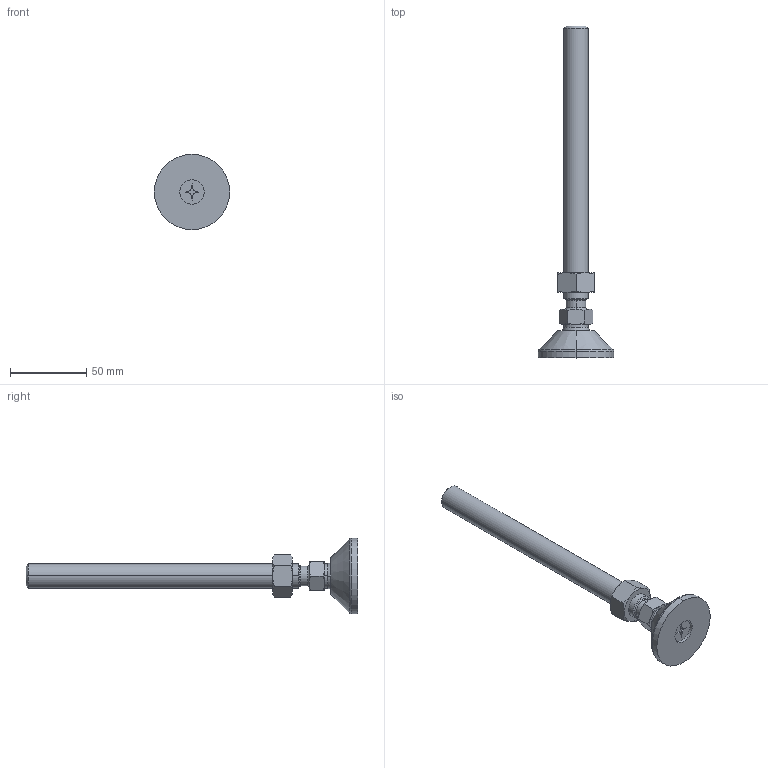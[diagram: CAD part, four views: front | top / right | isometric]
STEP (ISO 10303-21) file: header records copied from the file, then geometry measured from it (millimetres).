
FILE_DESCRIPTION(('Creo Elements/Direct Modeling STEP Export'),'2;1');
FILE_NAME('44.0245.23.oF_Gelenkfuß-MMS-44_50-M16-218mm-KS-ESD.stp','2022-03-21T 8:59:49',(''),(''),'PTC Creo Elements/Direct Modeling STEP processor for AP214 (Solid Model)','PTC Creo Elements/Direct Modeling 19.0C 15-Aug-2015 (C) Parametric Technology GmbH','');
FILE_SCHEMA(('AUTOMOTIVE_DESIGN { 1 0 10303 214 1 1 1 1 }'));
Length unit declared in the file: millimetre
Products named in the file (5): Senkschraube-DIN965_M8x16-8.8-verz_11047_PX173565.02; Fußspindel_M16x210_96.7011_PX173642.02.02; Fußteller_Ø50x18-ESD_96.7008_PX173741; Sechskantmutter-DIN934_M16-8.8-verz_11506_PX171652; Gelenkfuß-MMS-44_50-M16-218mm-KS-ESD_44.0245.23.oF_PX173750
Assembly tree (4 placements, depth 2):
  Gelenkfuß-MMS-44_50-M16-218mm-KS-ESD_44.0245.23.oF_PX173750
    Sechskantmutter-DIN934_M16-8.8-verz_11506_PX171652
    Fußteller_Ø50x18-ESD_96.7008_PX173741
    Fußspindel_M16x210_96.7011_PX173642.02.02
    Senkschraube-DIN965_M8x16-8.8-verz_11047_PX173565.02
Bounding box: 49.5 x 218 x 49.5 mm (x, y, z)
Volume: 67711.7 mm3; surface area: 20478.9 mm2
Topology: 4 solids, 4 shells, 112 faces, 240 edges, 139 vertices
Faces by surface type: cone 44, plane 32, cylinder 24, torus 8, sphere 4
Entity records: 4510 total; most frequent: CARTESIAN_POINT 2165, ORIENTED_EDGE 476, DIRECTION 384, EDGE_CURVE 238, AXIS2_PLACEMENT_3D 152, VERTEX_POINT 139, EDGE_LOOP 121, FACE_OUTER_BOUND 112
